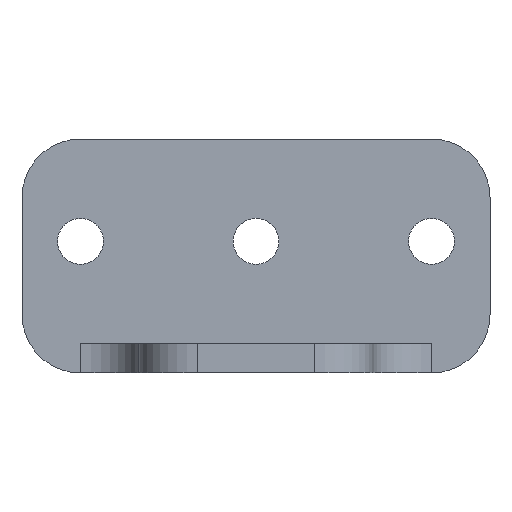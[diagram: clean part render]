
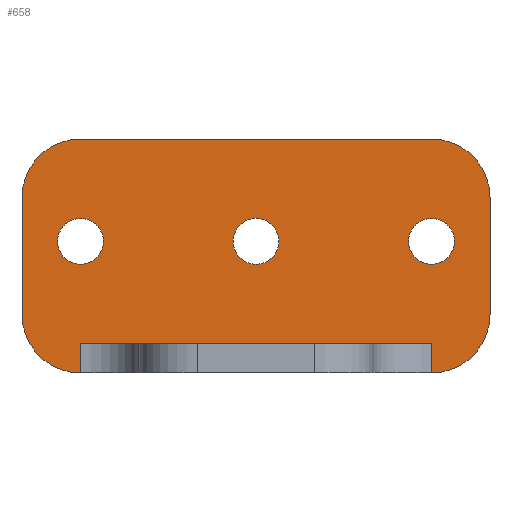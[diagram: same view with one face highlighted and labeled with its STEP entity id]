
A CAD part, front view. The second image highlights one B-rep face of the part: STEP entity #658.
In plain terms, the highlighted planar face has unit normal (0, -1, 0).
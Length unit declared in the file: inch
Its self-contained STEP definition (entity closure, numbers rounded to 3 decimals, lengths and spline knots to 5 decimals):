
#1 = AXIS2_PLACEMENT_3D ( 'NONE', #573, #153, #578 ) ;
#8 = EDGE_CURVE ( 'NONE', #632, #312, #597, .T. ) ;
#9 = VERTEX_POINT ( 'NONE', #603 ) ;
#14 = DIRECTION ( 'NONE',  ( 0., 0., -1. ) ) ;
#15 = DIRECTION ( 'NONE',  ( 0., -1., 0. ) ) ;
#18 = VERTEX_POINT ( 'NONE', #397 ) ;
#23 = DIRECTION ( 'NONE',  ( 0., -1., 0. ) ) ;
#34 = ORIENTED_EDGE ( 'NONE', *, *, #8, .T. ) ;
#40 = CARTESIAN_POINT ( 'NONE',  ( -0.75, 13.125, 4.125 ) ) ;
#46 = EDGE_CURVE ( 'NONE', #856, #711, #198, .T. ) ;
#56 = VECTOR ( 'NONE', #496, 39.37008 ) ;
#67 = CARTESIAN_POINT ( 'NONE',  ( 0., 13.125, 4.375 ) ) ;
#77 = EDGE_CURVE ( 'NONE', #460, #623, #125, .T. ) ;
#98 = CARTESIAN_POINT ( 'NONE',  ( 1., 13.125, 4.125 ) ) ;
#101 = VECTOR ( 'NONE', #835, 39.37008 ) ;
#107 = DIRECTION ( 'NONE',  ( 0., 0., -1. ) ) ;
#110 = VERTEX_POINT ( 'NONE', #131 ) ;
#120 = AXIS2_PLACEMENT_3D ( 'NONE', #168, #899, #524 ) ;
#125 = LINE ( 'NONE', #719, #679 ) ;
#131 = CARTESIAN_POINT ( 'NONE',  ( 0.75, 13.125, 3.8395 ) ) ;
#148 = CIRCLE ( 'NONE', #508, 0.098 ) ;
#150 = EDGE_LOOP ( 'NONE', ( #218, #895 ) ) ;
#153 = DIRECTION ( 'NONE',  ( 0., -1., 0. ) ) ;
#163 = DIRECTION ( 'NONE',  ( 0., 0., -1. ) ) ;
#167 = CARTESIAN_POINT ( 'NONE',  ( 0.75, 13.125, 3.5 ) ) ;
#168 = CARTESIAN_POINT ( 'NONE',  ( -0.75, 13.125, 3.9375 ) ) ;
#174 = EDGE_CURVE ( 'NONE', #110, #262, #853, .T. ) ;
#187 = CARTESIAN_POINT ( 'NONE',  ( -1., 13.125, 4.125 ) ) ;
#192 = ORIENTED_EDGE ( 'NONE', *, *, #77, .T. ) ;
#198 = LINE ( 'NONE', #641, #207 ) ;
#206 = FACE_OUTER_BOUND ( 'NONE', #905, .T. ) ;
#207 = VECTOR ( 'NONE', #483, 39.37008 ) ;
#218 = ORIENTED_EDGE ( 'NONE', *, *, #174, .F. ) ;
#222 = VECTOR ( 'NONE', #14, 39.37008 ) ;
#227 = CARTESIAN_POINT ( 'NONE',  ( 0.75, 13.125, 3.375 ) ) ;
#231 = LINE ( 'NONE', #605, #710 ) ;
#241 = ORIENTED_EDGE ( 'NONE', *, *, #46, .T. ) ;
#243 = CARTESIAN_POINT ( 'NONE',  ( -0.75, 13.125, 3.625 ) ) ;
#251 = EDGE_CURVE ( 'NONE', #637, #878, #554, .T. ) ;
#252 = LINE ( 'NONE', #675, #101 ) ;
#258 = DIRECTION ( 'NONE',  ( 0., -1., 0. ) ) ;
#262 = VERTEX_POINT ( 'NONE', #592 ) ;
#271 = FACE_BOUND ( 'NONE', #150, .T. ) ;
#275 = EDGE_CURVE ( 'NONE', #482, #460, #583, .T. ) ;
#278 = ORIENTED_EDGE ( 'NONE', *, *, #275, .T. ) ;
#280 = CARTESIAN_POINT ( 'NONE',  ( 1., 13.125, 4.375 ) ) ;
#284 = DIRECTION ( 'NONE',  ( 0., -1., 0. ) ) ;
#292 = ORIENTED_EDGE ( 'NONE', *, *, #909, .T. ) ;
#297 = CIRCLE ( 'NONE', #886, 0.25 ) ;
#298 = EDGE_CURVE ( 'NONE', #512, #9, #801, .T. ) ;
#303 = EDGE_LOOP ( 'NONE', ( #848, #379 ) ) ;
#312 = VERTEX_POINT ( 'NONE', #681 ) ;
#323 = VERTEX_POINT ( 'NONE', #377 ) ;
#345 = EDGE_CURVE ( 'NONE', #18, #856, #252, .T. ) ;
#363 = ORIENTED_EDGE ( 'NONE', *, *, #643, .F. ) ;
#377 = CARTESIAN_POINT ( 'NONE',  ( -1., 13.125, 3.625 ) ) ;
#379 = ORIENTED_EDGE ( 'NONE', *, *, #251, .F. ) ;
#382 = AXIS2_PLACEMENT_3D ( 'NONE', #749, #463, #392 ) ;
#387 = CARTESIAN_POINT ( 'NONE',  ( -0.75, 13.125, 3.9375 ) ) ;
#392 = DIRECTION ( 'NONE',  ( 0., 0., -1. ) ) ;
#397 = CARTESIAN_POINT ( 'NONE',  ( -0.75, 13.125, 3.375 ) ) ;
#399 = CARTESIAN_POINT ( 'NONE',  ( -0.75, 13.125, 3.5 ) ) ;
#406 = VERTEX_POINT ( 'NONE', #187 ) ;
#417 = PLANE ( 'NONE',  #495 ) ;
#423 = CARTESIAN_POINT ( 'NONE',  ( 0.75, 13.125, 4.125 ) ) ;
#427 = AXIS2_PLACEMENT_3D ( 'NONE', #40, #258, #834 ) ;
#439 = AXIS2_PLACEMENT_3D ( 'NONE', #581, #15, #667 ) ;
#441 = CIRCLE ( 'NONE', #382, 0.098 ) ;
#445 = CARTESIAN_POINT ( 'NONE',  ( -0.75, 13.125, 3.8395 ) ) ;
#449 = ORIENTED_EDGE ( 'NONE', *, *, #298, .F. ) ;
#450 = DIRECTION ( 'NONE',  ( 0., 0., -1. ) ) ;
#459 = CIRCLE ( 'NONE', #427, 0.25 ) ;
#460 = VERTEX_POINT ( 'NONE', #683 ) ;
#462 = EDGE_CURVE ( 'NONE', #878, #637, #441, .T. ) ;
#463 = DIRECTION ( 'NONE',  ( 0., -1., 0. ) ) ;
#482 = VERTEX_POINT ( 'NONE', #98 ) ;
#483 = DIRECTION ( 'NONE',  ( 1., 0., 0. ) ) ;
#495 = AXIS2_PLACEMENT_3D ( 'NONE', #67, #284, #571 ) ;
#496 = DIRECTION ( 'NONE',  ( 0., 0., -1. ) ) ;
#497 = EDGE_CURVE ( 'NONE', #9, #512, #788, .T. ) ;
#504 = EDGE_CURVE ( 'NONE', #262, #110, #148, .T. ) ;
#508 = AXIS2_PLACEMENT_3D ( 'NONE', #538, #892, #598 ) ;
#512 = VERTEX_POINT ( 'NONE', #445 ) ;
#515 = EDGE_CURVE ( 'NONE', #711, #632, #231, .T. ) ;
#524 = DIRECTION ( 'NONE',  ( 0., 0., -1. ) ) ;
#536 = ORIENTED_EDGE ( 'NONE', *, *, #497, .F. ) ;
#538 = CARTESIAN_POINT ( 'NONE',  ( 0.75, 13.125, 3.9375 ) ) ;
#540 = AXIS2_PLACEMENT_3D ( 'NONE', #423, #722, #163 ) ;
#543 = CARTESIAN_POINT ( 'NONE',  ( 0.75, 13.125, 3.625 ) ) ;
#550 = EDGE_CURVE ( 'NONE', #323, #18, #297, .T. ) ;
#554 = CIRCLE ( 'NONE', #1, 0.098 ) ;
#558 = FACE_BOUND ( 'NONE', #303, .T. ) ;
#571 = DIRECTION ( 'NONE',  ( 0., 0., -1. ) ) ;
#573 = CARTESIAN_POINT ( 'NONE',  ( 0., 13.125, 3.9375 ) ) ;
#578 = DIRECTION ( 'NONE',  ( 0., 0., -1. ) ) ;
#581 = CARTESIAN_POINT ( 'NONE',  ( 0.75, 13.125, 3.9375 ) ) ;
#583 = CIRCLE ( 'NONE', #540, 0.25 ) ;
#592 = CARTESIAN_POINT ( 'NONE',  ( 0.75, 13.125, 4.0355 ) ) ;
#597 = CIRCLE ( 'NONE', #901, 0.25 ) ;
#598 = DIRECTION ( 'NONE',  ( 0., 0., 1. ) ) ;
#603 = CARTESIAN_POINT ( 'NONE',  ( -0.75, 13.125, 4.0355 ) ) ;
#605 = CARTESIAN_POINT ( 'NONE',  ( 0.75, 13.125, 4.375 ) ) ;
#623 = VERTEX_POINT ( 'NONE', #651 ) ;
#625 = FACE_BOUND ( 'NONE', #752, .T. ) ;
#632 = VERTEX_POINT ( 'NONE', #227 ) ;
#637 = VERTEX_POINT ( 'NONE', #926 ) ;
#641 = CARTESIAN_POINT ( 'NONE',  ( 0., 13.125, 3.5 ) ) ;
#643 = EDGE_CURVE ( 'NONE', #482, #312, #922, .T. ) ;
#651 = CARTESIAN_POINT ( 'NONE',  ( -0.75, 13.125, 4.375 ) ) ;
#655 = CARTESIAN_POINT ( 'NONE',  ( -1., 13.125, 4.375 ) ) ;
#658 = ADVANCED_FACE ( 'NONE', ( #271, #558, #625, #206 ), #417, .T. ) ;
#667 = DIRECTION ( 'NONE',  ( 0., 0., 1. ) ) ;
#674 = LINE ( 'NONE', #655, #222 ) ;
#675 = CARTESIAN_POINT ( 'NONE',  ( -0.75, 13.125, 3.5 ) ) ;
#679 = VECTOR ( 'NONE', #849, 39.37008 ) ;
#681 = CARTESIAN_POINT ( 'NONE',  ( 1., 13.125, 3.625 ) ) ;
#683 = CARTESIAN_POINT ( 'NONE',  ( 0.75, 13.125, 4.375 ) ) ;
#710 = VECTOR ( 'NONE', #450, 39.37008 ) ;
#711 = VERTEX_POINT ( 'NONE', #167 ) ;
#719 = CARTESIAN_POINT ( 'NONE',  ( 0., 13.125, 4.375 ) ) ;
#722 = DIRECTION ( 'NONE',  ( 0., -1., 0. ) ) ;
#729 = ORIENTED_EDGE ( 'NONE', *, *, #791, .T. ) ;
#749 = CARTESIAN_POINT ( 'NONE',  ( 0., 13.125, 3.9375 ) ) ;
#752 = EDGE_LOOP ( 'NONE', ( #449, #536 ) ) ;
#755 = DIRECTION ( 'NONE',  ( 0., -1., 0. ) ) ;
#756 = CARTESIAN_POINT ( 'NONE',  ( 0., 13.125, 3.8395 ) ) ;
#773 = ORIENTED_EDGE ( 'NONE', *, *, #515, .T. ) ;
#780 = ORIENTED_EDGE ( 'NONE', *, *, #550, .T. ) ;
#788 = CIRCLE ( 'NONE', #813, 0.098 ) ;
#791 = EDGE_CURVE ( 'NONE', #406, #323, #674, .T. ) ;
#801 = CIRCLE ( 'NONE', #120, 0.098 ) ;
#813 = AXIS2_PLACEMENT_3D ( 'NONE', #387, #23, #875 ) ;
#827 = DIRECTION ( 'NONE',  ( 0., -1., 0. ) ) ;
#832 = DIRECTION ( 'NONE',  ( 0., 0., -1. ) ) ;
#834 = DIRECTION ( 'NONE',  ( 0., 0., -1. ) ) ;
#835 = DIRECTION ( 'NONE',  ( 0., 0., 1. ) ) ;
#848 = ORIENTED_EDGE ( 'NONE', *, *, #462, .F. ) ;
#849 = DIRECTION ( 'NONE',  ( -1., 0., 0. ) ) ;
#853 = CIRCLE ( 'NONE', #439, 0.098 ) ;
#856 = VERTEX_POINT ( 'NONE', #399 ) ;
#875 = DIRECTION ( 'NONE',  ( 0., 0., -1. ) ) ;
#878 = VERTEX_POINT ( 'NONE', #756 ) ;
#886 = AXIS2_PLACEMENT_3D ( 'NONE', #243, #755, #107 ) ;
#891 = ORIENTED_EDGE ( 'NONE', *, *, #345, .T. ) ;
#892 = DIRECTION ( 'NONE',  ( 0., -1., 0. ) ) ;
#895 = ORIENTED_EDGE ( 'NONE', *, *, #504, .F. ) ;
#899 = DIRECTION ( 'NONE',  ( 0., -1., 0. ) ) ;
#901 = AXIS2_PLACEMENT_3D ( 'NONE', #543, #827, #832 ) ;
#905 = EDGE_LOOP ( 'NONE', ( #363, #278, #192, #292, #729, #780, #891, #241, #773, #34 ) ) ;
#909 = EDGE_CURVE ( 'NONE', #623, #406, #459, .T. ) ;
#922 = LINE ( 'NONE', #280, #56 ) ;
#926 = CARTESIAN_POINT ( 'NONE',  ( 0., 13.125, 4.0355 ) ) ;
